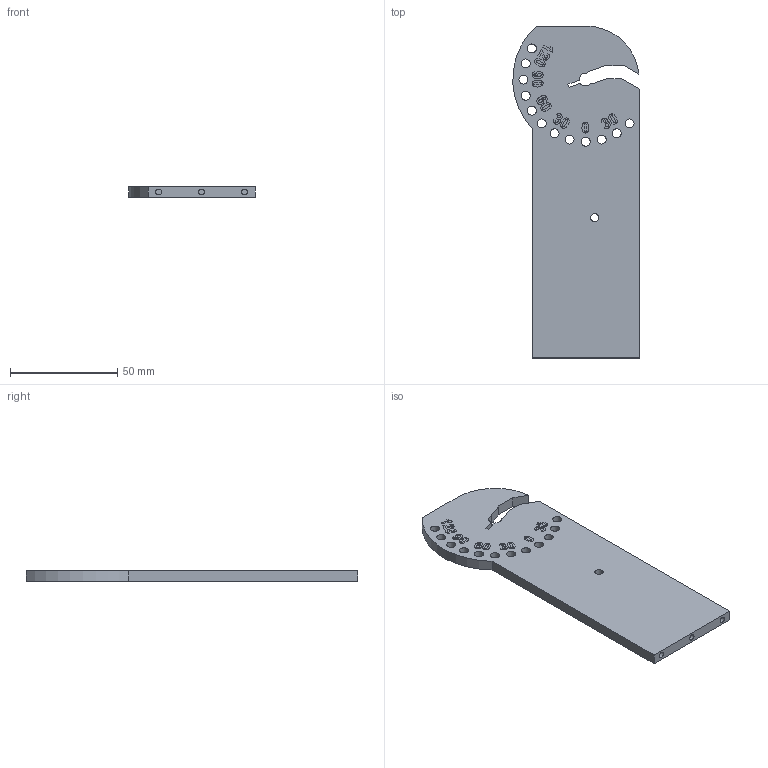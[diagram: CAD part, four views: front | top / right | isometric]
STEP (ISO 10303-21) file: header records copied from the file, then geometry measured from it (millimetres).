
FILE_DESCRIPTION(/* description */ (''),/* implementation_level */ '2;1');
FILE_NAME(/* name */ 'Unified Pivot Shoulder v6.step',/* time_stamp */ '2025-04-10T10:49:14+02:00',/* author */ (''),/* organization */ (''),/* preprocessor_version */ 'ST-DEVELOPER v20.1',/* originating_system */ 'Autodesk Translation Framework v14.4.0.0',/* authorisation */ '');
FILE_SCHEMA (('AUTOMOTIVE_DESIGN { 1 0 10303 214 3 1 1 }'));
Products named in the file (1): Unified Pivot Shoulder
Bounding box: 58.96 x 155 x 5 mm (x, y, z)
Volume: 37325.5 mm3; surface area: 19672 mm2
Topology: 25 solids, 25 shells, 1140 faces, 3141 edges, 2094 vertices
Faces by surface type: bspline 944, plane 174, cylinder 22
Full cylindrical faces by diameter (mm): 2.8 x3, 3.8 x1, 4.2 x12
Entity records: 45094 total; most frequent: CARTESIAN_POINT 22424, ORIENTED_EDGE 6282, EDGE_CURVE 3141, VERTEX_POINT 2094, B_SPLINE_CURVE_WITH_KNOTS 1888, DIRECTION 1691, EDGE_LOOP 1241, LINE 1209
